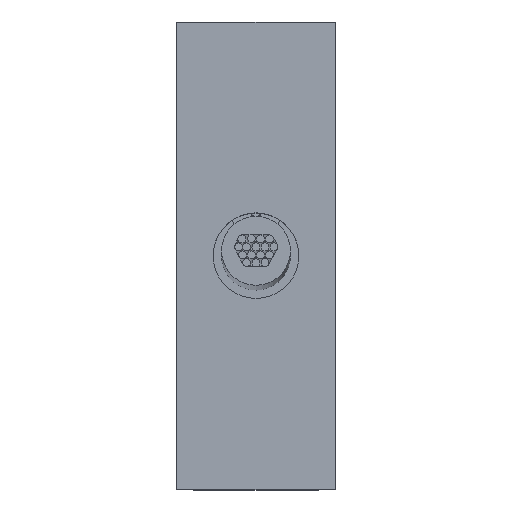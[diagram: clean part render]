
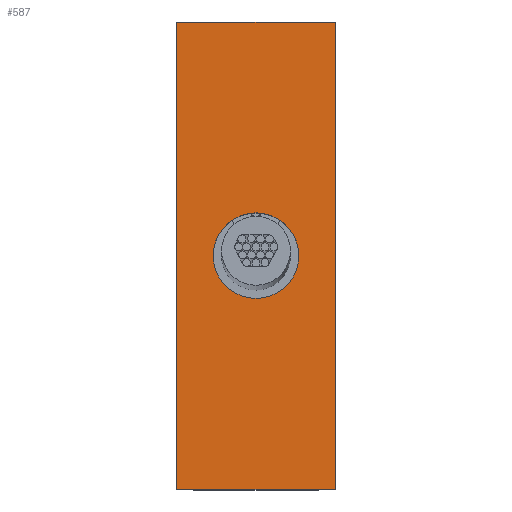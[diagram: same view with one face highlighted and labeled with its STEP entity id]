
A CAD part, top view. The second image highlights one B-rep face of the part: STEP entity #587.
In plain terms, the highlighted face is planar.
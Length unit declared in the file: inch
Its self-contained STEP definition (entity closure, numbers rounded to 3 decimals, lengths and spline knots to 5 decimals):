
#39=DIRECTION('',(0.,-1.,0.));
#40=VECTOR('',#39,0.59);
#41=CARTESIAN_POINT('',(0.,0.59,-0.1));
#42=LINE('',#41,#40);
#93=DIRECTION('',(0.,-1.,0.));
#94=VECTOR('',#93,0.59);
#95=CARTESIAN_POINT('',(0.,0.59,0.1));
#96=LINE('',#95,#94);
#133=DIRECTION('',(0.,0.,1.));
#134=VECTOR('',#133,0.2);
#135=CARTESIAN_POINT('',(0.,0.,-0.1));
#136=LINE('',#135,#134);
#145=DIRECTION('',(0.,0.,1.));
#146=VECTOR('',#145,0.2);
#147=CARTESIAN_POINT('',(0.,0.59,-0.1));
#148=LINE('',#147,#146);
#149=CARTESIAN_POINT('',(0.,0.295,0.));
#150=DIRECTION('',(-1.,0.,0.));
#151=DIRECTION('',(0.,0.,1.));
#152=AXIS2_PLACEMENT_3D('',#149,#150,#151);
#154=CARTESIAN_POINT('',(0.,0.295,0.));
#155=DIRECTION('',(-1.,0.,0.));
#156=DIRECTION('',(0.,0.,-1.));
#157=AXIS2_PLACEMENT_3D('',#154,#155,#156);
#274=CARTESIAN_POINT('',(0.,0.59,-0.1));
#275=CARTESIAN_POINT('',(0.,0.,-0.1));
#276=VERTEX_POINT('',#274);
#277=VERTEX_POINT('',#275);
#278=CARTESIAN_POINT('',(0.,0.59,0.1));
#279=CARTESIAN_POINT('',(0.,0.,0.1));
#280=VERTEX_POINT('',#278);
#281=VERTEX_POINT('',#279);
#286=CARTESIAN_POINT('',(0.,0.295,0.054));
#287=CARTESIAN_POINT('',(0.,0.295,-0.054));
#288=VERTEX_POINT('',#286);
#289=VERTEX_POINT('',#287);
#570=CARTESIAN_POINT('',(0.,0.59,-0.1));
#571=DIRECTION('',(-1.,0.,0.));
#572=DIRECTION('',(0.,-1.,0.));
#573=AXIS2_PLACEMENT_3D('',#570,#571,#572);
#574=PLANE('',#573);
#575=ORIENTED_EDGE('',*,*,#363,.F.);
#576=ORIENTED_EDGE('',*,*,#530,.T.);
#577=ORIENTED_EDGE('',*,*,#425,.T.);
#578=ORIENTED_EDGE('',*,*,#557,.F.);
#579=EDGE_LOOP('',(#575,#576,#577,#578));
#580=FACE_OUTER_BOUND('',#579,.F.);
#582=ORIENTED_EDGE('',*,*,#581,.T.);
#584=ORIENTED_EDGE('',*,*,#583,.T.);
#585=EDGE_LOOP('',(#582,#584));
#586=FACE_BOUND('',#585,.F.);
#587=ADVANCED_FACE('',(#580,#586),#574,.T.);
#153=CIRCLE('',#152,0.054);
#158=CIRCLE('',#157,0.054);
#363=EDGE_CURVE('',#276,#277,#42,.T.);
#425=EDGE_CURVE('',#280,#281,#96,.T.);
#530=EDGE_CURVE('',#276,#280,#148,.T.);
#557=EDGE_CURVE('',#277,#281,#136,.T.);
#581=EDGE_CURVE('',#288,#289,#153,.T.);
#583=EDGE_CURVE('',#289,#288,#158,.T.);
